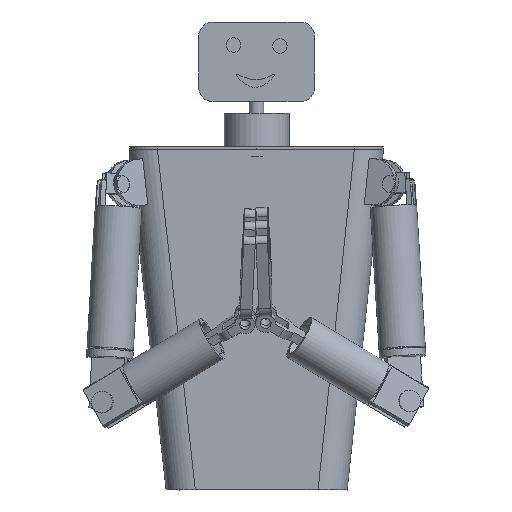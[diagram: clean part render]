
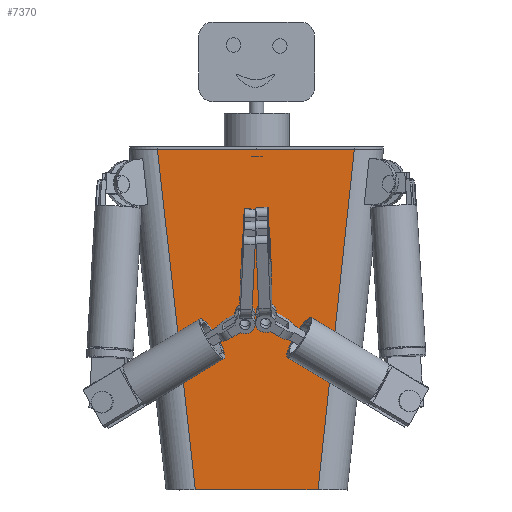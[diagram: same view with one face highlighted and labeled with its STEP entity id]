
A CAD part, front view. The second image highlights one B-rep face of the part: STEP entity #7370.
In plain terms, the highlighted planar face has unit normal (0, -1, 0).
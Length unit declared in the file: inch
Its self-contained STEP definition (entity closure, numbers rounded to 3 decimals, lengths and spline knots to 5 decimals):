
#449=LINE('',#12147,#1091);
#453=LINE('',#12165,#1095);
#496=LINE('',#12448,#1138);
#500=LINE('',#12458,#1142);
#1091=VECTOR('',#9468,0.3937);
#1095=VECTOR('',#9482,0.3937);
#1138=VECTOR('',#9595,0.3937);
#1142=VECTOR('',#9607,0.3937);
#1898=FACE_OUTER_BOUND('',#2349,.T.);
#2349=EDGE_LOOP('',(#5555,#5556,#5557,#5558));
#3219=VERTEX_POINT('',#12140);
#3222=VERTEX_POINT('',#12145);
#3230=VERTEX_POINT('',#12162);
#3231=VERTEX_POINT('',#12164);
#4030=EDGE_CURVE('',#3222,#3219,#449,.T.);
#4038=EDGE_CURVE('',#3230,#3231,#453,.T.);
#4106=EDGE_CURVE('',#3219,#3230,#496,.T.);
#4111=EDGE_CURVE('',#3231,#3222,#500,.T.);
#5555=ORIENTED_EDGE('',*,*,#4030,.F.);
#5556=ORIENTED_EDGE('',*,*,#4111,.F.);
#5557=ORIENTED_EDGE('',*,*,#4038,.F.);
#5558=ORIENTED_EDGE('',*,*,#4106,.F.);
#7032=PLANE('',#8226);
#7370=ADVANCED_FACE('',(#1898),#7032,.F.);
#8226=AXIS2_PLACEMENT_3D('',#12460,#9609,#9610);
#9468=DIRECTION('',(0.11,0.,0.994));
#9482=DIRECTION('',(0.106,0.,-0.994));
#9595=DIRECTION('',(1.,0.,-0.005));
#9607=DIRECTION('',(-1.,0.,0.005));
#9609=DIRECTION('center_axis',(0.,1.,0.));
#9610=DIRECTION('ref_axis',(-0.005,0.,-1.));
#12140=CARTESIAN_POINT('',(4.421,1.26831,23.50984));
#12145=CARTESIAN_POINT('',(1.81121,1.26831,0.02178));
#12147=CARTESIAN_POINT('',(2.48397,1.26831,6.0766));
#12162=CARTESIAN_POINT('',(12.89731,1.26831,23.47023));
#12164=CARTESIAN_POINT('',(15.39858,1.26831,-0.04171));
#12165=CARTESIAN_POINT('',(13.50201,1.26831,17.78612));
#12448=CARTESIAN_POINT('',(5.5347,1.26831,23.50464));
#12458=CARTESIAN_POINT('',(12.92481,1.26831,-0.03015));
#12460=CARTESIAN_POINT('Origin',(8.60476,1.26831,11.74016));
